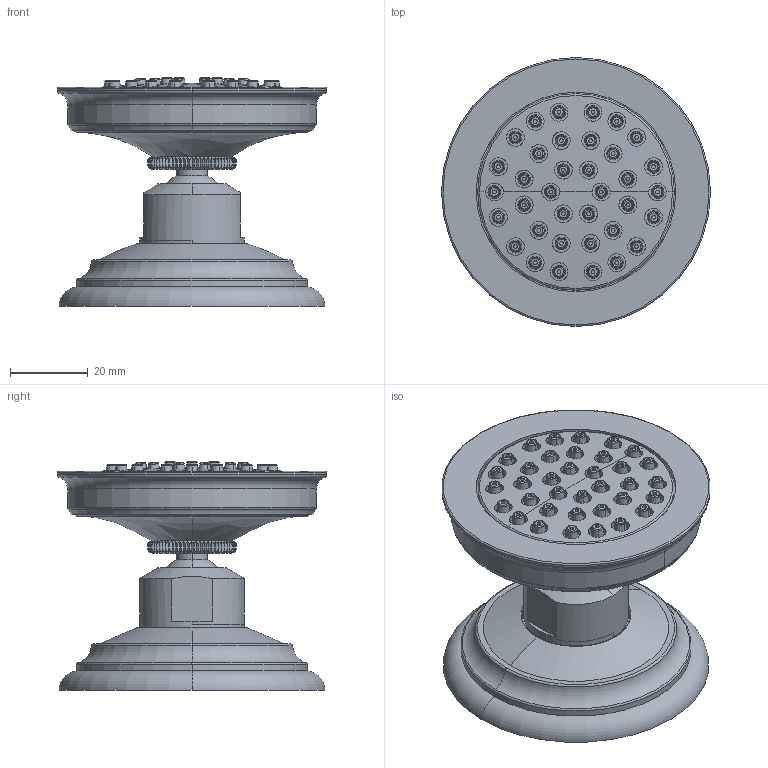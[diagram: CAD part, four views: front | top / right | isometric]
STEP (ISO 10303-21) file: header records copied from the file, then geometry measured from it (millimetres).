
FILE_DESCRIPTION((''),'2;1');
FILE_NAME('2170','2021-01-07T10:57:49',('jinson.thomas'),(''),'CREO PARAMETRIC BY PTC INC, 2018400','CREO PARAMETRIC BY PTC INC, 2018400','');
FILE_SCHEMA(('CONFIG_CONTROL_DESIGN'));
Length unit declared in the file: inch
Products named in the file (1): 2170
Bounding box: 69.24 x 69.24 x 58.84 mm (x, y, z)
Volume: 93199 mm3; surface area: 22529.2 mm2
Topology: 1 solids, 1 shells, 595 faces, 1479 edges, 995 vertices
Faces by surface type: plane 176, cylinder 155, sphere 78, cone 74, bspline 74, torus 28, extrusion 10
Entity records: 26350 total; most frequent: CARTESIAN_POINT 13659, ORIENTED_EDGE 2954, DIRECTION 1984, EDGE_CURVE 1477, VERTEX_POINT 995, B_SPLINE_CURVE_WITH_KNOTS 790, AXIS2_PLACEMENT_3D 766, EDGE_LOOP 706
